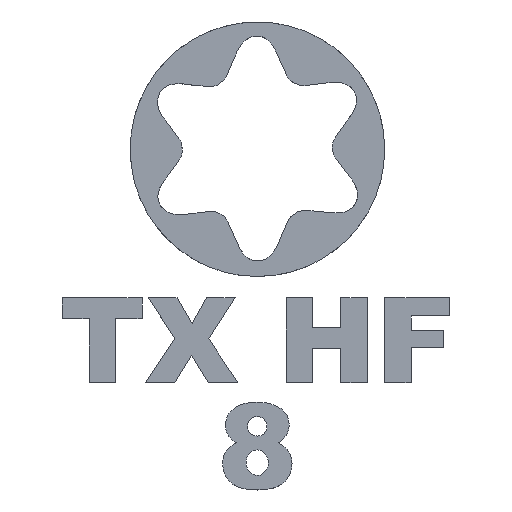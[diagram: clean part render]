
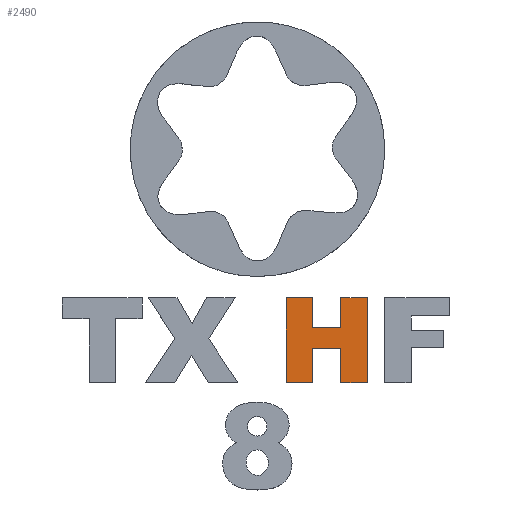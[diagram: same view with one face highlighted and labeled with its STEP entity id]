
A CAD part, top view. The second image highlights one B-rep face of the part: STEP entity #2490.
In plain terms, the highlighted planar face has unit normal (0, 0, 1).
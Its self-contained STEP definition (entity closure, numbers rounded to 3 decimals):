
#168=PLANE('',#2569);
#303=FACE_OUTER_BOUND('',#444,.T.);
#444=EDGE_LOOP('',(#2187,#2188,#2189,#2190,#2191,#2192,#2193,#2194,#2195,
#2196,#2197,#2198));
#589=LINE('',#4597,#808);
#593=LINE('',#4605,#812);
#596=LINE('',#4611,#815);
#599=LINE('',#4617,#818);
#602=LINE('',#4623,#821);
#605=LINE('',#4629,#824);
#608=LINE('',#4635,#827);
#611=LINE('',#4641,#830);
#614=LINE('',#4647,#833);
#617=LINE('',#4653,#836);
#620=LINE('',#4659,#839);
#623=LINE('',#4664,#842);
#808=VECTOR('',#2758,10.);
#812=VECTOR('',#2764,10.);
#815=VECTOR('',#2769,10.);
#818=VECTOR('',#2774,10.);
#821=VECTOR('',#2779,10.);
#824=VECTOR('',#2784,10.);
#827=VECTOR('',#2789,10.);
#830=VECTOR('',#2794,10.);
#833=VECTOR('',#2799,10.);
#836=VECTOR('',#2804,10.);
#839=VECTOR('',#2809,10.);
#842=VECTOR('',#2814,10.);
#1168=VERTEX_POINT('',#4595);
#1169=VERTEX_POINT('',#4596);
#1172=VERTEX_POINT('',#4604);
#1174=VERTEX_POINT('',#4610);
#1176=VERTEX_POINT('',#4616);
#1178=VERTEX_POINT('',#4622);
#1180=VERTEX_POINT('',#4628);
#1182=VERTEX_POINT('',#4634);
#1184=VERTEX_POINT('',#4640);
#1186=VERTEX_POINT('',#4646);
#1188=VERTEX_POINT('',#4652);
#1190=VERTEX_POINT('',#4658);
#1503=EDGE_CURVE('',#1168,#1169,#589,.T.);
#1507=EDGE_CURVE('',#1172,#1168,#593,.T.);
#1510=EDGE_CURVE('',#1174,#1172,#596,.T.);
#1513=EDGE_CURVE('',#1176,#1174,#599,.T.);
#1516=EDGE_CURVE('',#1178,#1176,#602,.T.);
#1519=EDGE_CURVE('',#1180,#1178,#605,.T.);
#1522=EDGE_CURVE('',#1182,#1180,#608,.T.);
#1525=EDGE_CURVE('',#1184,#1182,#611,.T.);
#1528=EDGE_CURVE('',#1186,#1184,#614,.T.);
#1531=EDGE_CURVE('',#1188,#1186,#617,.T.);
#1534=EDGE_CURVE('',#1190,#1188,#620,.T.);
#1537=EDGE_CURVE('',#1169,#1190,#623,.T.);
#2187=ORIENTED_EDGE('',*,*,#1537,.F.);
#2188=ORIENTED_EDGE('',*,*,#1503,.F.);
#2189=ORIENTED_EDGE('',*,*,#1507,.F.);
#2190=ORIENTED_EDGE('',*,*,#1510,.F.);
#2191=ORIENTED_EDGE('',*,*,#1513,.F.);
#2192=ORIENTED_EDGE('',*,*,#1516,.F.);
#2193=ORIENTED_EDGE('',*,*,#1519,.F.);
#2194=ORIENTED_EDGE('',*,*,#1522,.F.);
#2195=ORIENTED_EDGE('',*,*,#1525,.F.);
#2196=ORIENTED_EDGE('',*,*,#1528,.F.);
#2197=ORIENTED_EDGE('',*,*,#1531,.F.);
#2198=ORIENTED_EDGE('',*,*,#1534,.F.);
#2490=ADVANCED_FACE('',(#303),#168,.T.);
#2569=AXIS2_PLACEMENT_3D('',#4666,#2816,#2817);
#2758=DIRECTION('',(-1.,0.,0.));
#2764=DIRECTION('',(0.,-1.,0.));
#2769=DIRECTION('',(-1.,0.,0.));
#2774=DIRECTION('',(0.,1.,0.));
#2779=DIRECTION('',(-1.,0.,0.));
#2784=DIRECTION('',(0.,-1.,0.));
#2789=DIRECTION('',(1.,0.,0.));
#2794=DIRECTION('',(0.,1.,0.));
#2799=DIRECTION('',(1.,0.,0.));
#2804=DIRECTION('',(0.,-1.,0.));
#2809=DIRECTION('',(1.,0.,0.));
#2814=DIRECTION('',(0.,1.,0.));
#2816=DIRECTION('center_axis',(0.,0.,
1.));
#2817=DIRECTION('ref_axis',(-1.,0.,0.));
#4595=CARTESIAN_POINT('',(102.588,-194.001,0.));
#4596=CARTESIAN_POINT('',(101.352,-194.001,0.));
#4597=CARTESIAN_POINT('',(102.588,-194.001,0.));
#4604=CARTESIAN_POINT('',(102.588,-192.383,0.));
#4605=CARTESIAN_POINT('',(102.588,-192.383,0.));
#4610=CARTESIAN_POINT('',(103.939,-192.383,0.));
#4611=CARTESIAN_POINT('',(103.939,-192.383,0.));
#4616=CARTESIAN_POINT('',(103.939,-194.001,0.));
#4617=CARTESIAN_POINT('',(103.939,-194.001,0.));
#4622=CARTESIAN_POINT('',(105.18,-194.001,0.));
#4623=CARTESIAN_POINT('',(105.18,-194.001,0.));
#4628=CARTESIAN_POINT('',(105.18,-190.001,0.));
#4629=CARTESIAN_POINT('',(105.18,-190.001,0.));
#4634=CARTESIAN_POINT('',(103.939,-190.001,0.));
#4635=CARTESIAN_POINT('',(103.939,-190.001,0.));
#4640=CARTESIAN_POINT('',(103.939,-191.4,0.));
#4641=CARTESIAN_POINT('',(103.939,-191.4,0.));
#4646=CARTESIAN_POINT('',(102.588,-191.4,0.));
#4647=CARTESIAN_POINT('',(102.588,-191.4,0.));
#4652=CARTESIAN_POINT('',(102.588,-190.001,0.));
#4653=CARTESIAN_POINT('',(102.588,-190.001,0.));
#4658=CARTESIAN_POINT('',(101.352,-190.001,0.));
#4659=CARTESIAN_POINT('',(101.352,-190.001,0.));
#4664=CARTESIAN_POINT('',(101.352,-194.001,0.));
#4666=CARTESIAN_POINT('Origin',(103.266,-192.001,0.));
